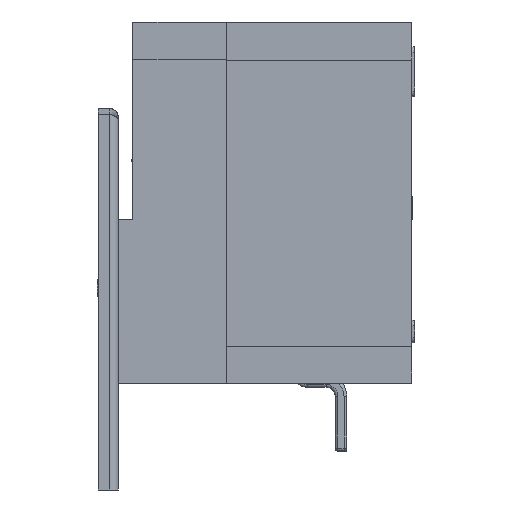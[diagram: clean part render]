
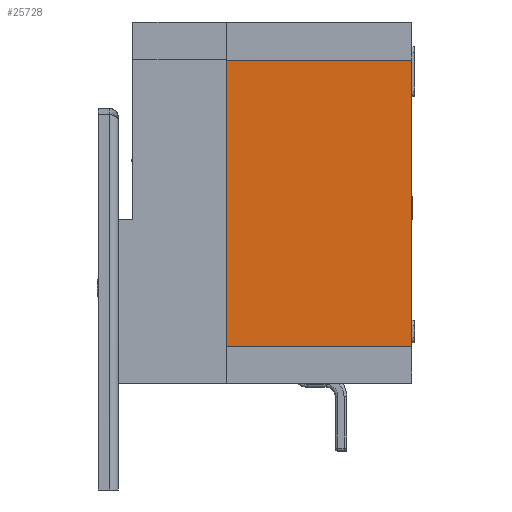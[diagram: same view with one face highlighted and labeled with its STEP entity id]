
A CAD part, left-side view. The second image highlights one B-rep face of the part: STEP entity #25728.
In plain terms, the highlighted face is planar.
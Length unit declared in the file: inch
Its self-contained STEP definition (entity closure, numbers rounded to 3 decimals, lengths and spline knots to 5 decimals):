
#1314=DIRECTION('',(0.,0.,-1.));
#1315=VECTOR('',#1314,3.05);
#1316=CARTESIAN_POINT('',(0.,-2.24,-0.4));
#1317=LINE('',#1316,#1315);
#12443=DIRECTION('',(-1.,0.,0.));
#12444=VECTOR('',#12443,1.97);
#12445=CARTESIAN_POINT('',(1.97,-2.24,-3.45));
#12446=LINE('',#12445,#12444);
#12450=DIRECTION('',(-1.,0.,0.));
#12451=VECTOR('',#12450,1.97);
#12452=CARTESIAN_POINT('',(1.97,-2.24,-0.4));
#12453=LINE('',#12452,#12451);
#12457=DIRECTION('',(0.,0.,-1.));
#12458=VECTOR('',#12457,3.05);
#12459=CARTESIAN_POINT('',(1.97,-2.24,-0.4));
#12460=LINE('',#12459,#12458);
#13677=CARTESIAN_POINT('',(1.97,-2.24,-3.45));
#13679=VERTEX_POINT('',#13677);
#13683=CARTESIAN_POINT('',(1.97,-2.24,-0.4));
#13684=VERTEX_POINT('',#13683);
#13689=CARTESIAN_POINT('',(0.,-2.24,-3.45));
#13690=VERTEX_POINT('',#13689);
#13691=CARTESIAN_POINT('',(0.,-2.24,-0.4));
#13692=VERTEX_POINT('',#13691);
#25716=CARTESIAN_POINT('',(1.97,-2.24,0.));
#25717=DIRECTION('',(0.,-1.,0.));
#25718=DIRECTION('',(-1.,0.,0.));
#25719=AXIS2_PLACEMENT_3D('',#25716,#25717,#25718);
#25720=PLANE('',#25719);
#25721=ORIENTED_EDGE('',*,*,#25711,.T.);
#25722=ORIENTED_EDGE('',*,*,#16676,.F.);
#25724=ORIENTED_EDGE('',*,*,#25723,.F.);
#25725=ORIENTED_EDGE('',*,*,#21219,.T.);
#25726=EDGE_LOOP('',(#25721,#25722,#25724,#25725));
#25727=FACE_OUTER_BOUND('',#25726,.F.);
#25728=ADVANCED_FACE('',(#25727),#25720,.T.);
#16676=EDGE_CURVE('',#13692,#13690,#1317,.T.);
#21219=EDGE_CURVE('',#13684,#13679,#12460,.T.);
#25711=EDGE_CURVE('',#13679,#13690,#12446,.T.);
#25723=EDGE_CURVE('',#13684,#13692,#12453,.T.);
